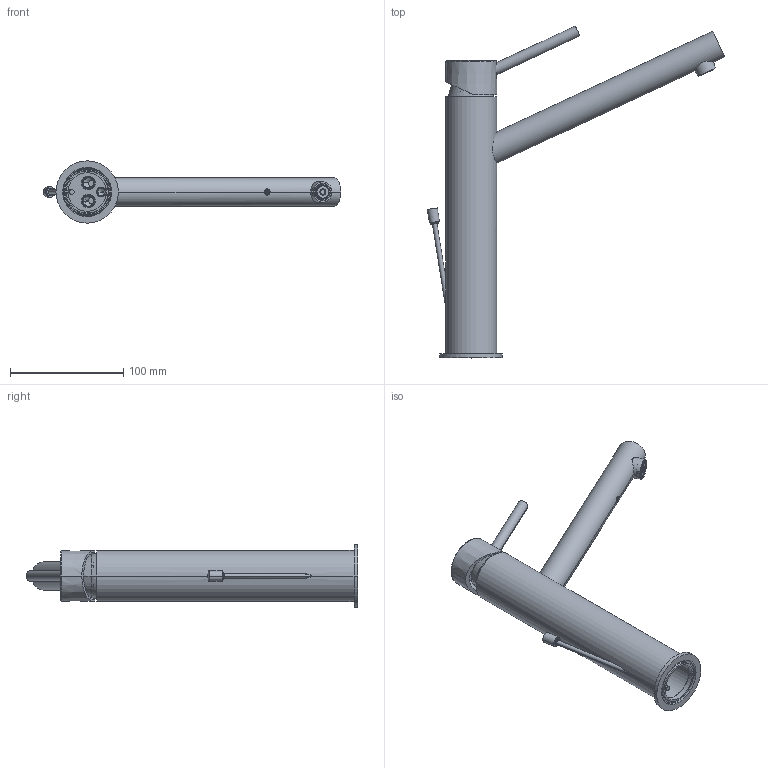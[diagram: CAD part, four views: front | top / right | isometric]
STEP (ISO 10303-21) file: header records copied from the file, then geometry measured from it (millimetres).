
FILE_DESCRIPTION((''),'2;1');
FILE_NAME('BI081CR93','2021-04-23T14:48:34',('ut3'),('PAFFONI SpA'),'CREO PARAMETRIC BY PTC INC, 2020044','CREO PARAMETRIC BY PTC INC, 2020044','');
FILE_SCHEMA(('CONFIG_CONTROL_DESIGN','SHAPE_APPEARANCE_LAYERS_GROUPS'));
Length unit declared in the file: millimetre
Products named in the file (1): BI081CR93
Bounding box: 262.44 x 292.84 x 55 mm (x, y, z)
Volume: 352831.8 mm3; surface area: 110792.2 mm2
Topology: 3 solids, 4 shells, 1117 faces, 2949 edges, 1844 vertices
Faces by surface type: plane 613, cylinder 270, torus 89, cone 77, bspline 44, sphere 24
Entity records: 47671 total; most frequent: CARTESIAN_POINT 12700, ORIENTED_EDGE 5858, DIRECTION 5497, EDGE_CURVE 2929, AXIS2_PLACEMENT_3D 1957, VERTEX_POINT 1844, VECTOR 1583, LINE 1583
